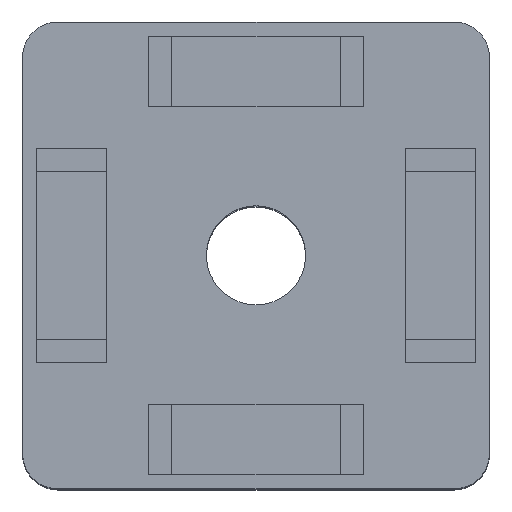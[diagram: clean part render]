
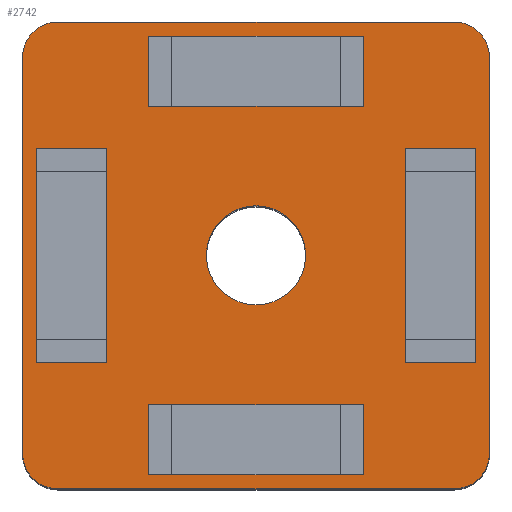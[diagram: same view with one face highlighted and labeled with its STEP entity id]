
A CAD part, top view. The second image highlights one B-rep face of the part: STEP entity #2742.
In plain terms, the highlighted face is planar.
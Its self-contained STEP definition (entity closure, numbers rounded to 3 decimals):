
#182=LINE('',#4431,#436);
#185=LINE('',#4436,#439);
#187=LINE('',#4440,#441);
#189=LINE('',#4443,#443);
#206=LINE('',#4480,#460);
#209=LINE('',#4485,#463);
#211=LINE('',#4489,#465);
#213=LINE('',#4492,#467);
#230=LINE('',#4529,#484);
#233=LINE('',#4534,#487);
#235=LINE('',#4538,#489);
#237=LINE('',#4541,#491);
#253=LINE('',#4575,#507);
#255=LINE('',#4579,#509);
#259=LINE('',#4587,#513);
#262=LINE('',#4591,#516);
#265=LINE('',#4601,#519);
#267=LINE('',#4607,#521);
#268=LINE('',#4611,#522);
#269=LINE('',#4615,#523);
#436=VECTOR('',#3516,6.);
#439=VECTOR('',#3521,18.4);
#441=VECTOR('',#3525,6.);
#443=VECTOR('',#3529,18.4);
#460=VECTOR('',#3558,6.);
#463=VECTOR('',#3563,18.4);
#465=VECTOR('',#3567,6.);
#467=VECTOR('',#3571,18.4);
#484=VECTOR('',#3600,6.);
#487=VECTOR('',#3605,18.4);
#489=VECTOR('',#3609,6.);
#491=VECTOR('',#3613,18.4);
#507=VECTOR('',#3641,6.);
#509=VECTOR('',#3645,18.4);
#513=VECTOR('',#3651,6.);
#516=VECTOR('',#3656,18.4);
#519=VECTOR('',#3667,34.);
#521=VECTOR('',#3673,34.);
#522=VECTOR('',#3676,34.);
#523=VECTOR('',#3679,34.);
#657=PLANE('',#2992);
#767=FACE_BOUND('',#1087,.T.);
#768=FACE_BOUND('',#1088,.T.);
#769=FACE_BOUND('',#1089,.T.);
#770=FACE_BOUND('',#1090,.T.);
#771=FACE_BOUND('',#1091,.T.);
#772=FACE_BOUND('',#1092,.T.);
#1087=EDGE_LOOP('',(#2388,#2389,#2390,#2391));
#1088=EDGE_LOOP('',(#2392,#2393,#2394,#2395));
#1089=EDGE_LOOP('',(#2396,#2397,#2398,#2399));
#1090=EDGE_LOOP('',(#2400,#2401,#2402,#2403));
#1091=EDGE_LOOP('',(#2404));
#1092=EDGE_LOOP('',(#2405,#2406,#2407,#2408,#2409,#2410,#2411,#2412));
#1226=CIRCLE('',#2990,3.);
#1227=CIRCLE('',#2993,4.25);
#1228=CIRCLE('',#2994,3.);
#1229=CIRCLE('',#2995,3.);
#1230=CIRCLE('',#2996,3.);
#1400=VERTEX_POINT('',#4428);
#1401=VERTEX_POINT('',#4430);
#1402=VERTEX_POINT('',#4435);
#1403=VERTEX_POINT('',#4439);
#1416=VERTEX_POINT('',#4477);
#1417=VERTEX_POINT('',#4479);
#1418=VERTEX_POINT('',#4484);
#1419=VERTEX_POINT('',#4488);
#1432=VERTEX_POINT('',#4526);
#1433=VERTEX_POINT('',#4528);
#1434=VERTEX_POINT('',#4533);
#1435=VERTEX_POINT('',#4537);
#1446=VERTEX_POINT('',#4572);
#1447=VERTEX_POINT('',#4574);
#1448=VERTEX_POINT('',#4578);
#1451=VERTEX_POINT('',#4586);
#1452=VERTEX_POINT('',#4594);
#1453=VERTEX_POINT('',#4596);
#1454=VERTEX_POINT('',#4600);
#1455=VERTEX_POINT('',#4604);
#1456=VERTEX_POINT('',#4606);
#1457=VERTEX_POINT('',#4608);
#1458=VERTEX_POINT('',#4610);
#1459=VERTEX_POINT('',#4612);
#1460=VERTEX_POINT('',#4614);
#1705=EDGE_CURVE('',#1401,#1400,#182,.T.);
#1708=EDGE_CURVE('',#1402,#1401,#185,.T.);
#1710=EDGE_CURVE('',#1403,#1402,#187,.T.);
#1712=EDGE_CURVE('',#1400,#1403,#189,.T.);
#1729=EDGE_CURVE('',#1417,#1416,#206,.T.);
#1732=EDGE_CURVE('',#1418,#1417,#209,.T.);
#1734=EDGE_CURVE('',#1419,#1418,#211,.T.);
#1736=EDGE_CURVE('',#1416,#1419,#213,.T.);
#1753=EDGE_CURVE('',#1433,#1432,#230,.T.);
#1756=EDGE_CURVE('',#1434,#1433,#233,.T.);
#1758=EDGE_CURVE('',#1435,#1434,#235,.T.);
#1760=EDGE_CURVE('',#1432,#1435,#237,.T.);
#1776=EDGE_CURVE('',#1447,#1446,#253,.T.);
#1778=EDGE_CURVE('',#1448,#1447,#255,.T.);
#1782=EDGE_CURVE('',#1451,#1448,#259,.T.);
#1785=EDGE_CURVE('',#1446,#1451,#262,.T.);
#1787=EDGE_CURVE('',#1452,#1453,#1226,.T.);
#1789=EDGE_CURVE('',#1453,#1454,#265,.T.);
#1791=EDGE_CURVE('',#1455,#1455,#1227,.T.);
#1792=EDGE_CURVE('',#1456,#1452,#267,.T.);
#1793=EDGE_CURVE('',#1457,#1456,#1228,.T.);
#1794=EDGE_CURVE('',#1458,#1457,#268,.T.);
#1795=EDGE_CURVE('',#1459,#1458,#1229,.T.);
#1796=EDGE_CURVE('',#1460,#1459,#269,.T.);
#1797=EDGE_CURVE('',#1454,#1460,#1230,.T.);
#2388=ORIENTED_EDGE('',*,*,#1705,.T.);
#2389=ORIENTED_EDGE('',*,*,#1712,.T.);
#2390=ORIENTED_EDGE('',*,*,#1710,.T.);
#2391=ORIENTED_EDGE('',*,*,#1708,.T.);
#2392=ORIENTED_EDGE('',*,*,#1729,.T.);
#2393=ORIENTED_EDGE('',*,*,#1736,.T.);
#2394=ORIENTED_EDGE('',*,*,#1734,.T.);
#2395=ORIENTED_EDGE('',*,*,#1732,.T.);
#2396=ORIENTED_EDGE('',*,*,#1753,.T.);
#2397=ORIENTED_EDGE('',*,*,#1760,.T.);
#2398=ORIENTED_EDGE('',*,*,#1758,.T.);
#2399=ORIENTED_EDGE('',*,*,#1756,.T.);
#2400=ORIENTED_EDGE('',*,*,#1776,.T.);
#2401=ORIENTED_EDGE('',*,*,#1785,.T.);
#2402=ORIENTED_EDGE('',*,*,#1782,.T.);
#2403=ORIENTED_EDGE('',*,*,#1778,.T.);
#2404=ORIENTED_EDGE('',*,*,#1791,.T.);
#2405=ORIENTED_EDGE('',*,*,#1787,.F.);
#2406=ORIENTED_EDGE('',*,*,#1792,.F.);
#2407=ORIENTED_EDGE('',*,*,#1793,.F.);
#2408=ORIENTED_EDGE('',*,*,#1794,.F.);
#2409=ORIENTED_EDGE('',*,*,#1795,.F.);
#2410=ORIENTED_EDGE('',*,*,#1796,.F.);
#2411=ORIENTED_EDGE('',*,*,#1797,.F.);
#2412=ORIENTED_EDGE('',*,*,#1789,.F.);
#2742=ADVANCED_FACE('',(#767,#768,#769,#770,#771,#772),#657,.F.);
#2990=AXIS2_PLACEMENT_3D('',#4597,#3662,#3663);
#2992=AXIS2_PLACEMENT_3D('',#4603,#3669,#3670);
#2993=AXIS2_PLACEMENT_3D('',#4605,#3671,#3672);
#2994=AXIS2_PLACEMENT_3D('',#4609,#3674,#3675);
#2995=AXIS2_PLACEMENT_3D('',#4613,#3677,#3678);
#2996=AXIS2_PLACEMENT_3D('',#4616,#3680,#3681);
#3516=DIRECTION('',(-1.,0.,0.));
#3521=DIRECTION('',(0.,1.,0.));
#3525=DIRECTION('',(1.,0.,0.));
#3529=DIRECTION('',(0.,-1.,0.));
#3558=DIRECTION('',(0.,1.,0.));
#3563=DIRECTION('',(1.,0.,0.));
#3567=DIRECTION('',(0.,-1.,0.));
#3571=DIRECTION('',(-1.,0.,0.));
#3600=DIRECTION('',(1.,0.,0.));
#3605=DIRECTION('',(0.,-1.,0.));
#3609=DIRECTION('',(-1.,0.,0.));
#3613=DIRECTION('',(0.,1.,0.));
#3641=DIRECTION('',(0.,-1.,0.));
#3645=DIRECTION('',(-1.,0.,0.));
#3651=DIRECTION('',(0.,1.,0.));
#3656=DIRECTION('',(1.,0.,0.));
#3662=DIRECTION('center_axis',(0.,0.,1.));
#3663=DIRECTION('ref_axis',(0.707,0.707,0.));
#3667=DIRECTION('',(-1.,0.,0.));
#3669=DIRECTION('center_axis',(0.,0.,1.));
#3670=DIRECTION('ref_axis',(1.,0.,0.));
#3671=DIRECTION('center_axis',(0.,0.,1.));
#3672=DIRECTION('ref_axis',(-1.,0.,0.));
#3673=DIRECTION('',(0.,1.,0.));
#3674=DIRECTION('center_axis',(0.,0.,1.));
#3675=DIRECTION('ref_axis',(0.707,-0.707,0.));
#3676=DIRECTION('',(1.,0.,0.));
#3677=DIRECTION('center_axis',(0.,0.,1.));
#3678=DIRECTION('ref_axis',(-0.707,-0.707,0.));
#3679=DIRECTION('',(0.,-1.,0.));
#3680=DIRECTION('center_axis',(0.,0.,1.));
#3681=DIRECTION('ref_axis',(-0.707,0.707,0.));
#4428=CARTESIAN_POINT('',(12.8,9.2,0.));
#4430=CARTESIAN_POINT('',(18.8,9.2,0.));
#4431=CARTESIAN_POINT('',(6.4,9.2,0.));
#4435=CARTESIAN_POINT('',(18.8,-9.2,0.));
#4436=CARTESIAN_POINT('',(18.8,4.6,0.));
#4439=CARTESIAN_POINT('',(12.8,-9.2,0.));
#4440=CARTESIAN_POINT('',(9.4,-9.2,0.));
#4443=CARTESIAN_POINT('',(12.8,-4.6,0.));
#4477=CARTESIAN_POINT('',(9.2,-12.8,0.));
#4479=CARTESIAN_POINT('',(9.2,-18.8,0.));
#4480=CARTESIAN_POINT('',(9.2,-6.4,0.));
#4484=CARTESIAN_POINT('',(-9.2,-18.8,0.));
#4485=CARTESIAN_POINT('',(4.6,-18.8,0.));
#4488=CARTESIAN_POINT('',(-9.2,-12.8,0.));
#4489=CARTESIAN_POINT('',(-9.2,-9.4,0.));
#4492=CARTESIAN_POINT('',(-4.6,-12.8,0.));
#4526=CARTESIAN_POINT('',(-12.8,-9.2,0.));
#4528=CARTESIAN_POINT('',(-18.8,-9.2,0.));
#4529=CARTESIAN_POINT('',(-6.4,-9.2,0.));
#4533=CARTESIAN_POINT('',(-18.8,9.2,0.));
#4534=CARTESIAN_POINT('',(-18.8,-4.6,0.));
#4537=CARTESIAN_POINT('',(-12.8,9.2,0.));
#4538=CARTESIAN_POINT('',(-9.4,9.2,0.));
#4541=CARTESIAN_POINT('',(-12.8,4.6,0.));
#4572=CARTESIAN_POINT('',(-9.2,12.8,0.));
#4574=CARTESIAN_POINT('',(-9.2,18.8,0.));
#4575=CARTESIAN_POINT('',(-9.2,6.4,0.));
#4578=CARTESIAN_POINT('',(9.2,18.8,0.));
#4579=CARTESIAN_POINT('',(-4.6,18.8,0.));
#4586=CARTESIAN_POINT('',(9.2,12.8,0.));
#4587=CARTESIAN_POINT('',(9.2,9.4,0.));
#4591=CARTESIAN_POINT('',(4.6,12.8,0.));
#4594=CARTESIAN_POINT('',(20.,17.,0.));
#4596=CARTESIAN_POINT('',(17.,20.,0.));
#4597=CARTESIAN_POINT('Origin',(17.,17.,0.));
#4600=CARTESIAN_POINT('',(-17.,20.,0.));
#4601=CARTESIAN_POINT('',(20.,20.,0.));
#4603=CARTESIAN_POINT('Origin',(0.,0.,
0.));
#4604=CARTESIAN_POINT('',(4.25,0.,0.));
#4605=CARTESIAN_POINT('Origin',(0.,0.,0.));
#4606=CARTESIAN_POINT('',(20.,-17.,0.));
#4607=CARTESIAN_POINT('',(20.,-20.,0.));
#4608=CARTESIAN_POINT('',(17.,-20.,0.));
#4609=CARTESIAN_POINT('Origin',(17.,-17.,0.));
#4610=CARTESIAN_POINT('',(-17.,-20.,0.));
#4611=CARTESIAN_POINT('',(-20.,-20.,0.));
#4612=CARTESIAN_POINT('',(-20.,-17.,0.));
#4613=CARTESIAN_POINT('Origin',(-17.,-17.,0.));
#4614=CARTESIAN_POINT('',(-20.,17.,0.));
#4615=CARTESIAN_POINT('',(-20.,20.,0.));
#4616=CARTESIAN_POINT('Origin',(-17.,17.,0.));
